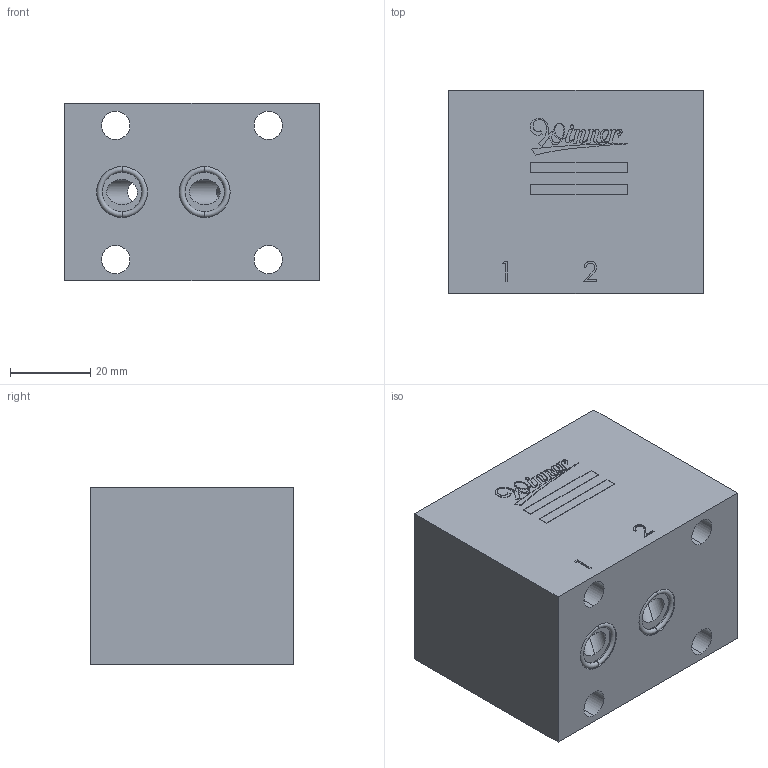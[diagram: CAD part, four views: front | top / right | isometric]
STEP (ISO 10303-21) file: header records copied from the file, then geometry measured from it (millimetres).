
FILE_DESCRIPTION (( 'STEP AP203' ), '1' );
FILE_NAME ('ML-95-RAB-10A2-Z01.STEP', '2026-02-26T05:55:12', ( '' ), ( '' ), 'SwSTEP 2.0', 'SolidWorks 2018', '' );
FILE_SCHEMA (( 'CONFIG_CONTROL_DESIGN' ));
Length unit declared in the file: millimetre
Products named in the file (3): 4KAA012AA001_組合用(9.9); ML-95-RAB-10A2-Z01; 零件1
Assembly tree (3 placements, depth 2):
  ML-95-RAB-10A2-Z01
    零件1
    4KAA012AA001_組合用(9.9)  x2
Bounding box: 63.5 x 50.9 x 44.44 mm (x, y, z)
Volume: 121985.8 mm3; surface area: 24318.9 mm2
Topology: 3 solids, 3 shells, 278 faces, 772 edges, 506 vertices
Faces by surface type: cylinder 173, plane 79, cone 10, torus 10, bspline 6
Entity records: 9788 total; most frequent: CARTESIAN_POINT 2144, DIRECTION 1631, ORIENTED_EDGE 1520, EDGE_CURVE 760, AXIS2_PLACEMENT_3D 625, VERTEX_POINT 502, VECTOR 381, LINE 381
